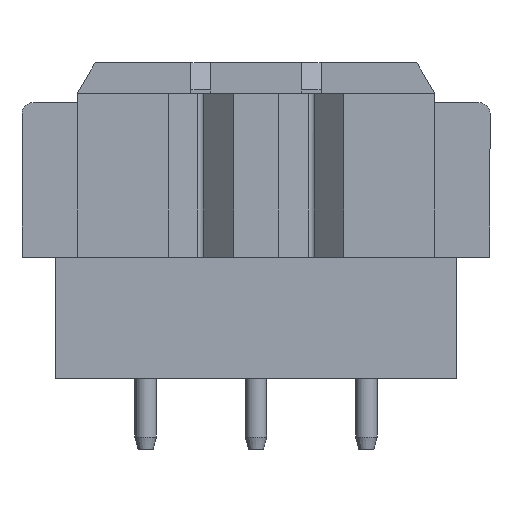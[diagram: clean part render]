
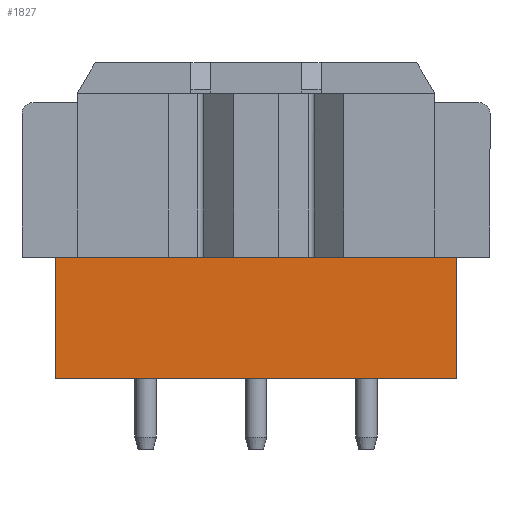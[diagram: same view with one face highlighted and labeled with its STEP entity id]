
A CAD part, left-side view. The second image highlights one B-rep face of the part: STEP entity #1827.
In plain terms, the highlighted planar face has unit normal (-1, 0, 0).
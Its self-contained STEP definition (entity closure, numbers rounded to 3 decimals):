
#1814=AXIS2_PLACEMENT_3D('Plane Axis2P3D',#1811,#1812,#1813) ;
#684=CARTESIAN_POINT('Vertex',(0.,19.7,8.7)) ;
#687=CARTESIAN_POINT('Line Origine',(0.,10.6,8.7)) ;
#691=CARTESIAN_POINT('Vertex',(0.,1.5,8.7)) ;
#1642=CARTESIAN_POINT('Line Origine',(0.,1.5,5.95)) ;
#1646=CARTESIAN_POINT('Vertex',(0.,1.5,3.2)) ;
#1727=CARTESIAN_POINT('Vertex',(0.,19.7,3.2)) ;
#1730=CARTESIAN_POINT('Line Origine',(0.,19.7,5.95)) ;
#1811=CARTESIAN_POINT('Axis2P3D Location',(0.,19.7,0.)) ;
#1816=CARTESIAN_POINT('Line Origine',(0.,10.6,3.2)) ;
#688=DIRECTION('Vector Direction',(0.,-1.,0.)) ;
#1643=DIRECTION('Vector Direction',(0.,0.,1.)) ;
#1731=DIRECTION('Vector Direction',(0.,0.,1.)) ;
#1812=DIRECTION('Axis2P3D Direction',(-1.,0.,0.)) ;
#1813=DIRECTION('Axis2P3D XDirection',(0.,-1.,0.)) ;
#1817=DIRECTION('Vector Direction',(0.,-1.,0.)) ;
#689=VECTOR('Line Direction',#688,1.) ;
#1644=VECTOR('Line Direction',#1643,1.) ;
#1732=VECTOR('Line Direction',#1731,1.) ;
#1818=VECTOR('Line Direction',#1817,1.) ;
#1822=ORIENTED_EDGE('',*,*,#1734,.F.) ;
#1823=ORIENTED_EDGE('',*,*,#1820,.T.) ;
#1824=ORIENTED_EDGE('',*,*,#1648,.T.) ;
#1825=ORIENTED_EDGE('',*,*,#693,.F.) ;
#1827=ADVANCED_FACE('Hauptkoerper',(#1826),#1815,.T.) ;
#693=EDGE_CURVE('',#685,#692,#690,.T.) ;
#1648=EDGE_CURVE('',#1647,#692,#1645,.T.) ;
#1734=EDGE_CURVE('',#1728,#685,#1733,.T.) ;
#1820=EDGE_CURVE('',#1728,#1647,#1819,.T.) ;
#1821=EDGE_LOOP('',(#1822,#1823,#1824,#1825)) ;
#1826=FACE_OUTER_BOUND('',#1821,.T.) ;
#690=LINE('Line',#687,#689) ;
#1645=LINE('Line',#1642,#1644) ;
#1733=LINE('Line',#1730,#1732) ;
#1819=LINE('Line',#1816,#1818) ;
#1815=PLANE('',#1814) ;
#685=VERTEX_POINT('',#684) ;
#692=VERTEX_POINT('',#691) ;
#1647=VERTEX_POINT('',#1646) ;
#1728=VERTEX_POINT('',#1727) ;
